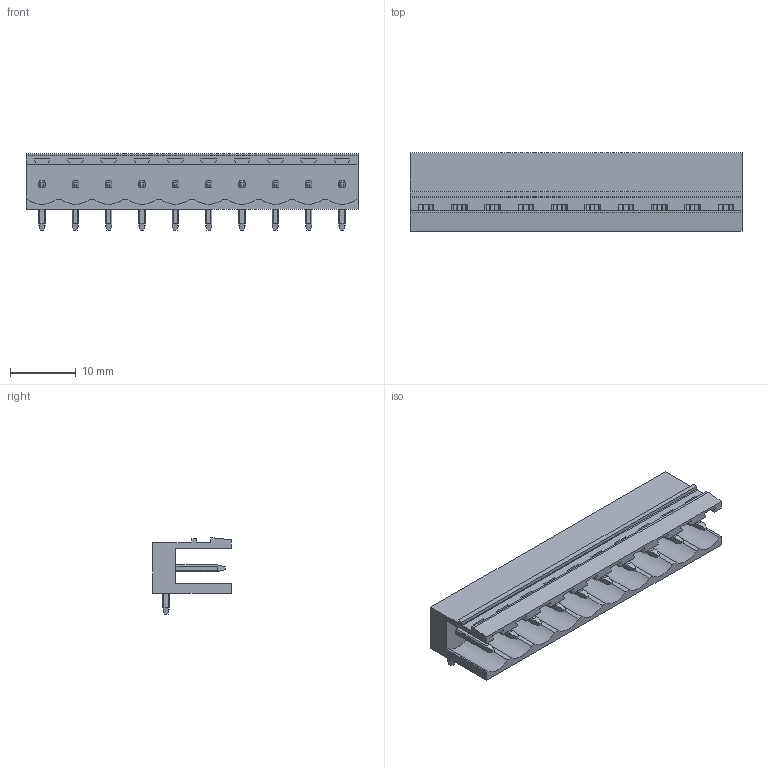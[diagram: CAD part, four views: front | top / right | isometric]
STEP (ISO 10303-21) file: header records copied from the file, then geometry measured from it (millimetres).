
FILE_DESCRIPTION(('CATIA V5 STEP Exchange','CAx-IF Rec.Pracs.--- Model Styling and Organization---1.2---2011-12-15'),'2;1');
FILE_NAME ('D1449000_0_1146900000_1146900000.stp','2018-10-25T10:25:57+00:00',('none'),('Weidmueller'),'CATIA Version 5-6 Release 2014','CATIA V5 STEP AP214','none');
FILE_SCHEMA(('AUTOMOTIVE_DESIGN { 1 0 10303 214 1 1 1 1 }'));
Length unit declared in the file: millimetre
Products named in the file (1): 1146900000
Bounding box: 50.6 x 12 x 11.63 mm (x, y, z)
Volume: 2304.5 mm3; surface area: 3894.6 mm2
Topology: 11 solids, 11 shells, 499 faces, 1391 edges, 894 vertices
Faces by surface type: plane 327, cylinder 172
Entity records: 14504 total; most frequent: CARTESIAN_POINT 3313, ORIENTED_EDGE 2782, DIRECTION 1575, EDGE_CURVE 1385, VECTOR 965, LINE 965, VERTEX_POINT 886, EDGE_LOOP 519
